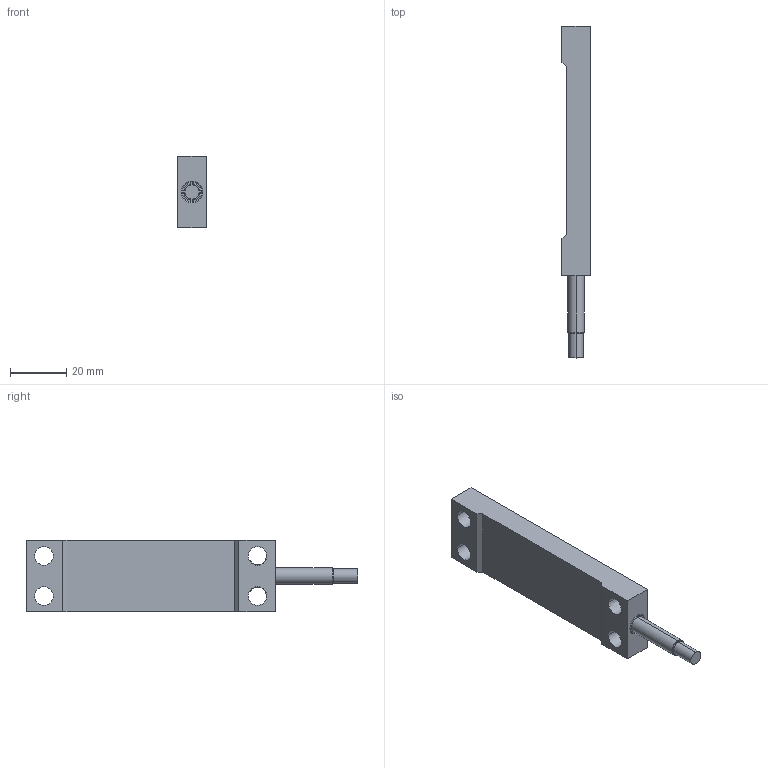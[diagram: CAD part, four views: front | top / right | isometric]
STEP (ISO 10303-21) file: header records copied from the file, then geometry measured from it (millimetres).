
FILE_DESCRIPTION((''),'2;1');
FILE_NAME('SLB700A_VA','2021-10-12T',('TMarzahn'),(''),'CREO PARAMETRIC BY PTC INC, 2018220','CREO PARAMETRIC BY PTC INC, 2018220','');
FILE_SCHEMA(('CONFIG_CONTROL_DESIGN'));
Length unit declared in the file: millimetre
Products named in the file (1): SLB700A_VA
Bounding box: 10 x 118.5 x 25.4 mm (x, y, z)
Volume: 19650.3 mm3; surface area: 7744.7 mm2
Topology: 1 solids, 1 shells, 37 faces, 86 edges, 56 vertices
Faces by surface type: bspline 37
Entity records: 1574 total; most frequent: CARTESIAN_POINT 670, ORIENTED_EDGE 172, DIRECTION 126, EDGE_CURVE 86, VERTEX_POINT 56, EDGE_LOOP 50, VECTOR 42, LINE 42
